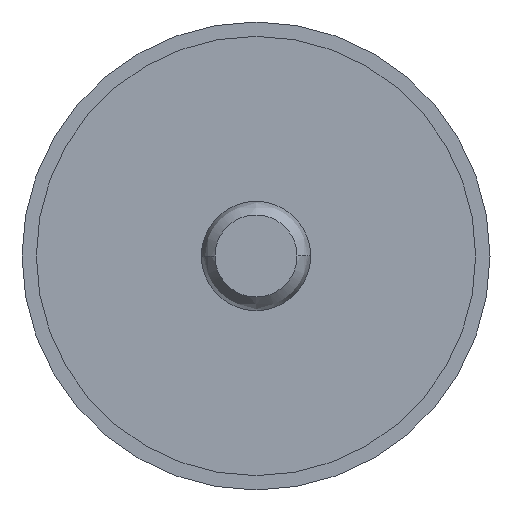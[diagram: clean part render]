
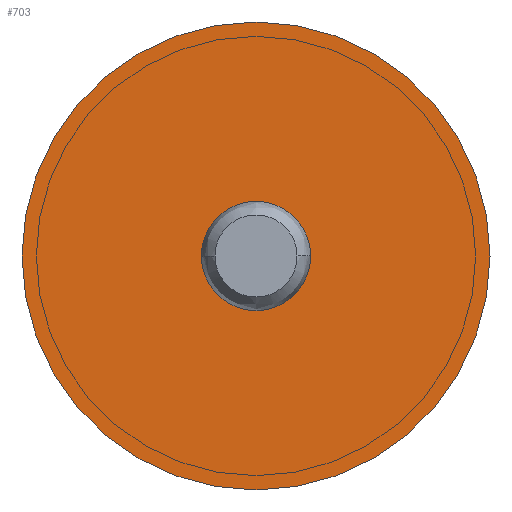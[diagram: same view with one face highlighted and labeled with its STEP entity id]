
A CAD part, left-side view. The second image highlights one B-rep face of the part: STEP entity #703.
In plain terms, the highlighted face is planar.
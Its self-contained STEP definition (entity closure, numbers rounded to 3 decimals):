
#532=CARTESIAN_POINT('',(0.,0.,0.));
#533=DIRECTION('',(0.,0.,1.));
#534=DIRECTION('',(1.,0.,0.));
#535=AXIS2_PLACEMENT_3D('',#532,#533,#534);
#537=CARTESIAN_POINT('',(0.,0.,0.));
#538=DIRECTION('',(0.,0.,1.));
#539=DIRECTION('',(-1.,0.,0.));
#540=AXIS2_PLACEMENT_3D('',#537,#538,#539);
#542=CARTESIAN_POINT('',(0.,0.,0.));
#543=DIRECTION('',(0.,0.,-1.));
#544=DIRECTION('',(-1.,0.,0.));
#545=AXIS2_PLACEMENT_3D('',#542,#543,#544);
#547=CARTESIAN_POINT('',(0.,0.,0.));
#548=DIRECTION('',(0.,0.,-1.));
#549=DIRECTION('',(1.,0.,0.));
#550=AXIS2_PLACEMENT_3D('',#547,#548,#549);
#654=CARTESIAN_POINT('',(3.425,0.,0.));
#655=CARTESIAN_POINT('',(-3.425,0.,0.));
#656=VERTEX_POINT('',#654);
#657=VERTEX_POINT('',#655);
#658=CARTESIAN_POINT('',(-0.8,0.,0.));
#659=CARTESIAN_POINT('',(0.8,0.,0.));
#660=VERTEX_POINT('',#658);
#661=VERTEX_POINT('',#659);
#686=CARTESIAN_POINT('',(0.,0.,0.));
#687=DIRECTION('',(0.,0.,1.));
#688=DIRECTION('',(1.,0.,0.));
#689=AXIS2_PLACEMENT_3D('',#686,#687,#688);
#690=PLANE('',#689);
#692=ORIENTED_EDGE('',*,*,#691,.T.);
#694=ORIENTED_EDGE('',*,*,#693,.T.);
#695=EDGE_LOOP('',(#692,#694));
#696=FACE_OUTER_BOUND('',#695,.F.);
#698=ORIENTED_EDGE('',*,*,#697,.T.);
#700=ORIENTED_EDGE('',*,*,#699,.T.);
#701=EDGE_LOOP('',(#698,#700));
#702=FACE_BOUND('',#701,.F.);
#536=CIRCLE('',#535,3.425);
#541=CIRCLE('',#540,3.425);
#546=CIRCLE('',#545,0.8);
#551=CIRCLE('',#550,0.8);
#691=EDGE_CURVE('',#656,#657,#536,.T.);
#693=EDGE_CURVE('',#657,#656,#541,.T.);
#697=EDGE_CURVE('',#660,#661,#546,.T.);
#699=EDGE_CURVE('',#661,#660,#551,.T.);
#703=ADVANCED_FACE('',(#696,#702),#690,.F.);
